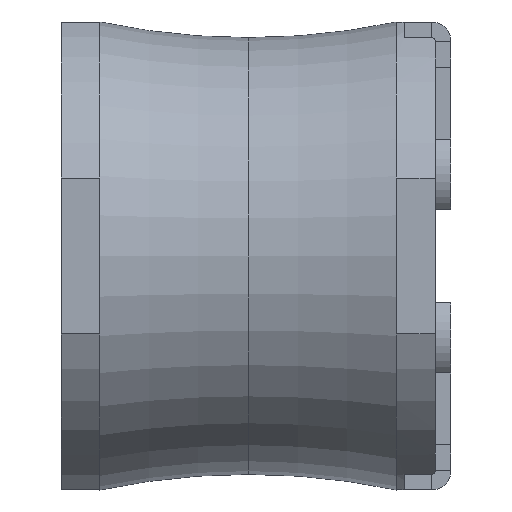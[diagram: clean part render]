
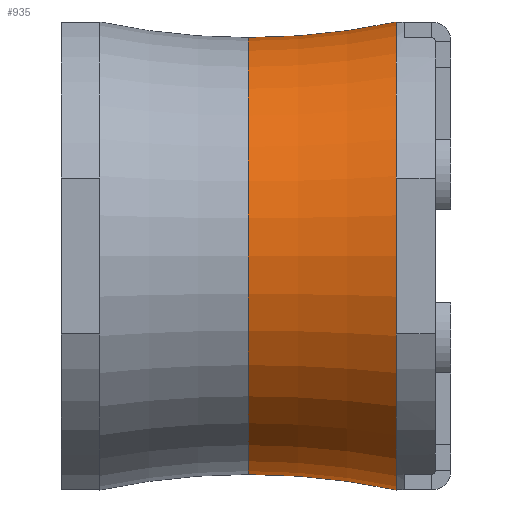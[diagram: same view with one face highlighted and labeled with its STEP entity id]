
A CAD part, left-side view. The second image highlights one B-rep face of the part: STEP entity #935.
In plain terms, the highlighted toroidal (fillet/blend) face has major radius 11.925 mm and minor radius 9.125 mm.
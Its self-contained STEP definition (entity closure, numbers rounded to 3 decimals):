
#19 = CARTESIAN_POINT ( 'NONE',  ( 0., 2.6, 2.8 ) ) ;
#79 = VERTEX_POINT ( 'NONE', #2061 ) ;
#81 = DIRECTION ( 'NONE',  ( 0., 0., -1. ) ) ;
#173 = EDGE_CURVE ( 'NONE', #79, #591, #339, .T. ) ;
#180 = CIRCLE ( 'NONE', #2090, 2.8 ) ;
#269 = DIRECTION ( 'NONE',  ( 0., 0., -1. ) ) ;
#339 = CIRCLE ( 'NONE', #1691, 9.125 ) ;
#364 = CIRCLE ( 'NONE', #839, 3. ) ;
#367 = CARTESIAN_POINT ( 'NONE',  ( 0., 2.6, 0. ) ) ;
#419 = AXIS2_PLACEMENT_3D ( 'NONE', #916, #737, #1770 ) ;
#435 = VERTEX_POINT ( 'NONE', #1557 ) ;
#467 = FACE_OUTER_BOUND ( 'NONE', #1612, .T. ) ;
#493 = AXIS2_PLACEMENT_3D ( 'NONE', #1320, #2159, #269 ) ;
#513 = TOROIDAL_SURFACE ( 'NONE', #493, 11.925, 9.125 ) ;
#521 = DIRECTION ( 'NONE',  ( 0., -1., 0. ) ) ;
#577 = EDGE_CURVE ( 'NONE', #435, #79, #364, .T. ) ;
#591 = VERTEX_POINT ( 'NONE', #1586 ) ;
#737 = DIRECTION ( 'NONE',  ( 1., 0., 0. ) ) ;
#839 = AXIS2_PLACEMENT_3D ( 'NONE', #1726, #2135, #81 ) ;
#854 = DIRECTION ( 'NONE',  ( 0., 0., -1. ) ) ;
#903 = CARTESIAN_POINT ( 'NONE',  ( 0., 2.6, -11.925 ) ) ;
#911 = ORIENTED_EDGE ( 'NONE', *, *, #1161, .T. ) ;
#916 = CARTESIAN_POINT ( 'NONE',  ( 0., 2.6, 11.925 ) ) ;
#935 = ADVANCED_FACE ( 'NONE', ( #467 ), #513, .F. ) ;
#1094 = DIRECTION ( 'NONE',  ( -1., 0., 0. ) ) ;
#1161 = EDGE_CURVE ( 'NONE', #1938, #591, #180, .T. ) ;
#1272 = DIRECTION ( 'NONE',  ( 0., 0., 1. ) ) ;
#1320 = CARTESIAN_POINT ( 'NONE',  ( 0., 2.6, 0. ) ) ;
#1557 = CARTESIAN_POINT ( 'NONE',  ( 0., 0.7, 3. ) ) ;
#1586 = CARTESIAN_POINT ( 'NONE',  ( 0., 2.6, -2.8 ) ) ;
#1612 = EDGE_LOOP ( 'NONE', ( #2134, #911, #1680, #1625 ) ) ;
#1625 = ORIENTED_EDGE ( 'NONE', *, *, #577, .F. ) ;
#1680 = ORIENTED_EDGE ( 'NONE', *, *, #173, .F. ) ;
#1691 = AXIS2_PLACEMENT_3D ( 'NONE', #903, #1094, #1272 ) ;
#1711 = CIRCLE ( 'NONE', #419, 9.125 ) ;
#1726 = CARTESIAN_POINT ( 'NONE',  ( 0., 0.7, 0. ) ) ;
#1770 = DIRECTION ( 'NONE',  ( 0., 0., -1. ) ) ;
#1796 = EDGE_CURVE ( 'NONE', #435, #1938, #1711, .T. ) ;
#1938 = VERTEX_POINT ( 'NONE', #19 ) ;
#2061 = CARTESIAN_POINT ( 'NONE',  ( 0., 0.7, -3. ) ) ;
#2090 = AXIS2_PLACEMENT_3D ( 'NONE', #367, #521, #854 ) ;
#2134 = ORIENTED_EDGE ( 'NONE', *, *, #1796, .T. ) ;
#2135 = DIRECTION ( 'NONE',  ( 0., -1., 0. ) ) ;
#2159 = DIRECTION ( 'NONE',  ( 0., -1., 0. ) ) ;
